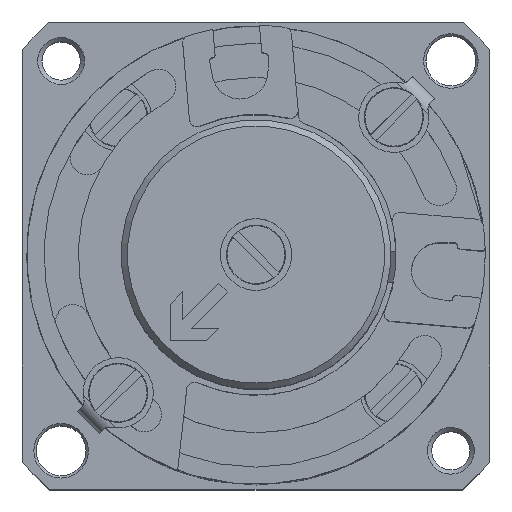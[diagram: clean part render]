
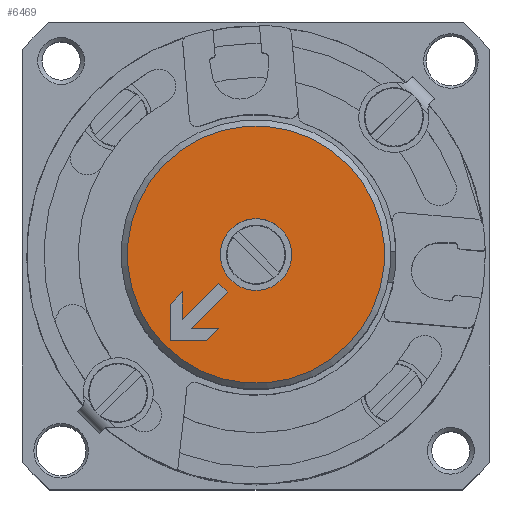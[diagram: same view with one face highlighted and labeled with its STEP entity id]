
A CAD part, top view. The second image highlights one B-rep face of the part: STEP entity #6469.
In plain terms, the highlighted face is planar.
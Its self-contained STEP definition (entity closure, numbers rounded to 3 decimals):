
#685=CIRCLE('',#7310,8.25);
#686=CIRCLE('',#7312,2.3);
#1925=ORIENTED_EDGE('',*,*,#3134,.F.);
#1926=ORIENTED_EDGE('',*,*,#3135,.T.);
#1927=ORIENTED_EDGE('',*,*,#3136,.T.);
#1928=ORIENTED_EDGE('',*,*,#3137,.T.);
#1929=ORIENTED_EDGE('',*,*,#3138,.T.);
#1930=ORIENTED_EDGE('',*,*,#3139,.T.);
#1931=ORIENTED_EDGE('',*,*,#3140,.T.);
#1932=ORIENTED_EDGE('',*,*,#3141,.T.);
#1933=ORIENTED_EDGE('',*,*,#3142,.T.);
#1934=ORIENTED_EDGE('',*,*,#3143,.T.);
#1935=ORIENTED_EDGE('',*,*,#3133,.T.);
#3133=EDGE_CURVE('',#3853,#3853,#685,.T.);
#3134=EDGE_CURVE('',#3854,#3854,#686,.T.);
#3135=EDGE_CURVE('',#3855,#3856,#4269,.T.);
#3136=EDGE_CURVE('',#3856,#3857,#4270,.T.);
#3137=EDGE_CURVE('',#3857,#3858,#4271,.T.);
#3138=EDGE_CURVE('',#3858,#3859,#4272,.T.);
#3139=EDGE_CURVE('',#3859,#3860,#4273,.T.);
#3140=EDGE_CURVE('',#3860,#3861,#4274,.T.);
#3141=EDGE_CURVE('',#3861,#3862,#4275,.T.);
#3142=EDGE_CURVE('',#3862,#3863,#4276,.T.);
#3143=EDGE_CURVE('',#3863,#3855,#4277,.T.);
#3853=VERTEX_POINT('',#11067);
#3854=VERTEX_POINT('',#11070);
#3855=VERTEX_POINT('',#11072);
#3856=VERTEX_POINT('',#11073);
#3857=VERTEX_POINT('',#11075);
#3858=VERTEX_POINT('',#11077);
#3859=VERTEX_POINT('',#11079);
#3860=VERTEX_POINT('',#11081);
#3861=VERTEX_POINT('',#11083);
#3862=VERTEX_POINT('',#11085);
#3863=VERTEX_POINT('',#11087);
#4269=LINE('',#11071,#4682);
#4270=LINE('',#11074,#4683);
#4271=LINE('',#11076,#4684);
#4272=LINE('',#11078,#4685);
#4273=LINE('',#11080,#4686);
#4274=LINE('',#11082,#4687);
#4275=LINE('',#11084,#4688);
#4276=LINE('',#11086,#4689);
#4277=LINE('',#11088,#4690);
#4682=VECTOR('',#9004,1000.);
#4683=VECTOR('',#9005,1000.);
#4684=VECTOR('',#9006,1000.);
#4685=VECTOR('',#9007,1000.);
#4686=VECTOR('',#9008,1000.);
#4687=VECTOR('',#9009,1000.);
#4688=VECTOR('',#9010,1000.);
#4689=VECTOR('',#9011,1000.);
#4690=VECTOR('',#9012,1000.);
#5276=EDGE_LOOP('',(#1925));
#5277=EDGE_LOOP('',(#1926,#1927,#1928,#1929,#1930,#1931,#1932,#1933,#1934));
#5278=EDGE_LOOP('',(#1935));
#5872=FACE_BOUND('',#5276,.T.);
#5873=FACE_BOUND('',#5277,.T.);
#5874=FACE_BOUND('',#5278,.T.);
#6124=PLANE('',#7311);
#6469=ADVANCED_FACE('',(#5872,#5873,#5874),#6124,.F.);
#7310=AXIS2_PLACEMENT_3D('',#11066,#8998,#8999);
#7311=AXIS2_PLACEMENT_3D('',#11068,#9000,#9001);
#7312=AXIS2_PLACEMENT_3D('',#11069,#9002,#9003);
#8998=DIRECTION('',(0.,0.,-1.));
#8999=DIRECTION('',(-1.,0.,0.));
#9000=DIRECTION('',(0.,0.,1.));
#9001=DIRECTION('',(1.,0.,0.));
#9002=DIRECTION('',(0.,0.,-1.));
#9003=DIRECTION('',(-1.,0.,0.));
#9004=DIRECTION('',(-0.707,0.707,0.));
#9005=DIRECTION('',(-0.707,-0.707,0.));
#9006=DIRECTION('',(0.,-1.,0.));
#9007=DIRECTION('',(0.707,0.707,0.));
#9008=DIRECTION('',(0.,-1.,0.));
#9009=DIRECTION('',(1.,0.,0.));
#9010=DIRECTION('',(0.,1.,0.));
#9011=DIRECTION('',(0.707,-0.707,0.));
#9012=DIRECTION('',(0.,1.,0.));
#11066=CARTESIAN_POINT('',(0.,0.,-13.7));
#11067=CARTESIAN_POINT('',(-8.25,0.,-13.7));
#11068=CARTESIAN_POINT('',(0.,8.25,-13.7));
#11069=CARTESIAN_POINT('',(0.,0.,-13.7));
#11070=CARTESIAN_POINT('',(-2.3,0.,-13.7));
#11071=CARTESIAN_POINT('',(1.65,6.15,-13.7));
#11072=CARTESIAN_POINT('',(1.65,6.15,-13.7));
#11073=CARTESIAN_POINT('',(0.,7.8,-13.7));
#11074=CARTESIAN_POINT('',(0.,7.8,-13.7));
#11075=CARTESIAN_POINT('',(-1.65,6.15,-13.7));
#11076=CARTESIAN_POINT('',(-1.65,6.15,-13.7));
#11077=CARTESIAN_POINT('',(-1.65,5.019,-13.7));
#11078=CARTESIAN_POINT('',(-1.65,5.019,-13.7));
#11079=CARTESIAN_POINT('',(-0.4,6.269,-13.7));
#11080=CARTESIAN_POINT('',(-0.4,6.269,-13.7));
#11081=CARTESIAN_POINT('',(-0.4,3.,-13.7));
#11082=CARTESIAN_POINT('',(0.,3.,-13.7));
#11083=CARTESIAN_POINT('',(0.4,3.,-13.7));
#11084=CARTESIAN_POINT('',(0.4,3.,-13.7));
#11085=CARTESIAN_POINT('',(0.4,6.269,-13.7));
#11086=CARTESIAN_POINT('',(0.4,6.269,-13.7));
#11087=CARTESIAN_POINT('',(1.65,5.019,-13.7));
#11088=CARTESIAN_POINT('',(1.65,5.019,-13.7));
